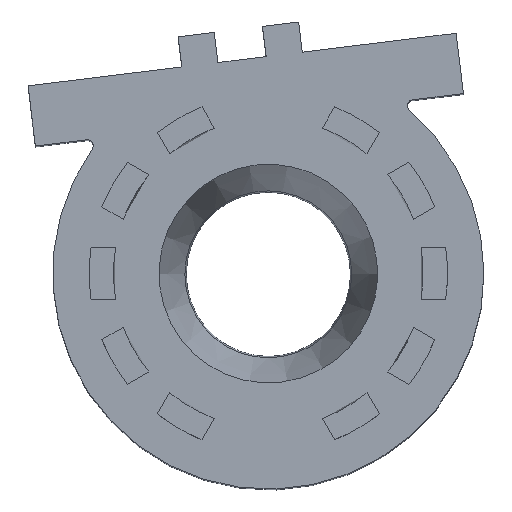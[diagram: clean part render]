
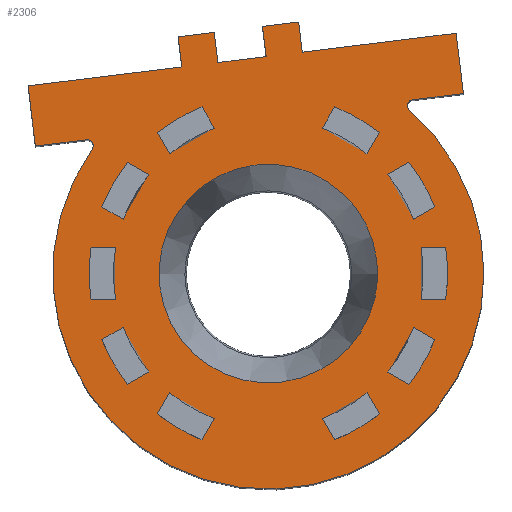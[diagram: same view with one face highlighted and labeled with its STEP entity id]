
A CAD part, top view. The second image highlights one B-rep face of the part: STEP entity #2306.
In plain terms, the highlighted planar face has unit normal (0, 0, 1).
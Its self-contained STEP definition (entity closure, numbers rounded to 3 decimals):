
#22 = ORIENTED_EDGE ( 'NONE', *, *, #1007, .T. ) ;
#32 = CARTESIAN_POINT ( 'NONE',  ( 7.1, 0., 18. ) ) ;
#78 = EDGE_CURVE ( 'NONE', #2072, #2263, #980, .T. ) ;
#87 = CARTESIAN_POINT ( 'NONE',  ( -7.1, 7.1, 18. ) ) ;
#96 = CIRCLE ( 'NONE', #1940, 7.1 ) ;
#118 = VERTEX_POINT ( 'NONE', #1332 ) ;
#144 = CARTESIAN_POINT ( 'NONE',  ( 0.8, 8.1, 18. ) ) ;
#174 = CARTESIAN_POINT ( 'NONE',  ( 0.8, 7.1, 18. ) ) ;
#184 = DIRECTION ( 'NONE',  ( 0., 1., 0. ) ) ;
#200 = AXIS2_PLACEMENT_3D ( 'NONE', #1408, #2167, #473 ) ;
#208 = AXIS2_PLACEMENT_3D ( 'NONE', #646, #1531, #466 ) ;
#259 = DIRECTION ( 'NONE',  ( -1., 0., 0. ) ) ;
#276 = ORIENTED_EDGE ( 'NONE', *, *, #2211, .T. ) ;
#281 = ORIENTED_EDGE ( 'NONE', *, *, #1729, .T. ) ;
#285 = EDGE_LOOP ( 'NONE', ( #612, #281, #963, #1334, #276, #1313, #1089, #2033, #290, #392, #2184, #2048, #22, #640, #539, #1516 ) ) ;
#290 = ORIENTED_EDGE ( 'NONE', *, *, #1936, .T. ) ;
#297 = DIRECTION ( 'NONE',  ( -1., 0., 0. ) ) ;
#306 = DIRECTION ( 'NONE',  ( 1., 0., 0. ) ) ;
#310 = LINE ( 'NONE', #320, #2435 ) ;
#320 = CARTESIAN_POINT ( 'NONE',  ( 2., 8.1, 18. ) ) ;
#322 = VECTOR ( 'NONE', #1688, 1000. ) ;
#353 = DIRECTION ( 'NONE',  ( 1., 0., 0. ) ) ;
#357 = EDGE_LOOP ( 'NONE', ( #1659 ) ) ;
#358 = LINE ( 'NONE', #1120, #951 ) ;
#364 = VECTOR ( 'NONE', #1378, 1000. ) ;
#392 = ORIENTED_EDGE ( 'NONE', *, *, #1805, .T. ) ;
#425 = DIRECTION ( 'NONE',  ( 0., -1., 0. ) ) ;
#427 = DIRECTION ( 'NONE',  ( 0., -1., 0. ) ) ;
#428 = VERTEX_POINT ( 'NONE', #729 ) ;
#450 = CARTESIAN_POINT ( 'NONE',  ( -2., 8.1, 18. ) ) ;
#466 = DIRECTION ( 'NONE',  ( 1., 0., 0. ) ) ;
#473 = DIRECTION ( 'NONE',  ( 1., 0., 0. ) ) ;
#513 = VECTOR ( 'NONE', #425, 1000. ) ;
#539 = ORIENTED_EDGE ( 'NONE', *, *, #1712, .T. ) ;
#575 = VERTEX_POINT ( 'NONE', #789 ) ;
#578 = LINE ( 'NONE', #2325, #364 ) ;
#600 = VERTEX_POINT ( 'NONE', #1175 ) ;
#612 = ORIENTED_EDGE ( 'NONE', *, *, #78, .F. ) ;
#626 = DIRECTION ( 'NONE',  ( 0., 1., 0. ) ) ;
#640 = ORIENTED_EDGE ( 'NONE', *, *, #689, .T. ) ;
#646 = CARTESIAN_POINT ( 'NONE',  ( -5.411, 4.9, 18. ) ) ;
#689 = EDGE_CURVE ( 'NONE', #575, #118, #96, .T. ) ;
#693 = LINE ( 'NONE', #144, #1496 ) ;
#729 = CARTESIAN_POINT ( 'NONE',  ( -2., 8.1, 18. ) ) ;
#730 = CARTESIAN_POINT ( 'NONE',  ( 0., 5.1, 18. ) ) ;
#737 = DIRECTION ( 'NONE',  ( 0., 0., 1. ) ) ;
#742 = CARTESIAN_POINT ( 'NONE',  ( 2., 8.1, 18. ) ) ;
#789 = CARTESIAN_POINT ( 'NONE',  ( -5.263, 4.766, 18. ) ) ;
#790 = CARTESIAN_POINT ( 'NONE',  ( -0.8, 7.1, 18. ) ) ;
#820 = DIRECTION ( 'NONE',  ( 0., -1., 0. ) ) ;
#894 = CARTESIAN_POINT ( 'NONE',  ( -0.8, 8.1, 18. ) ) ;
#905 = VECTOR ( 'NONE', #297, 1000. ) ;
#950 = VERTEX_POINT ( 'NONE', #2281 ) ;
#951 = VECTOR ( 'NONE', #184, 1000. ) ;
#963 = ORIENTED_EDGE ( 'NONE', *, *, #2332, .T. ) ;
#980 = LINE ( 'NONE', #32, #1143 ) ;
#991 = LINE ( 'NONE', #790, #2175 ) ;
#1005 = CARTESIAN_POINT ( 'NONE',  ( -2., 7.1, 18. ) ) ;
#1007 = EDGE_CURVE ( 'NONE', #600, #575, #2183, .T. ) ;
#1032 = VERTEX_POINT ( 'NONE', #1736 ) ;
#1040 = VERTEX_POINT ( 'NONE', #87 ) ;
#1046 = VERTEX_POINT ( 'NONE', #2122 ) ;
#1067 = DIRECTION ( 'NONE',  ( -1., 0., 0. ) ) ;
#1085 = PLANE ( 'NONE',  #1619 ) ;
#1089 = ORIENTED_EDGE ( 'NONE', *, *, #1973, .T. ) ;
#1090 = VECTOR ( 'NONE', #427, 1000. ) ;
#1114 = LINE ( 'NONE', #730, #2290 ) ;
#1120 = CARTESIAN_POINT ( 'NONE',  ( 2., 7.1, 18. ) ) ;
#1143 = VECTOR ( 'NONE', #820, 1000. ) ;
#1165 = CARTESIAN_POINT ( 'NONE',  ( -0.8, 8.1, 18. ) ) ;
#1172 = CARTESIAN_POINT ( 'NONE',  ( -3.6, 0., 18. ) ) ;
#1175 = CARTESIAN_POINT ( 'NONE',  ( -5.411, 5.1, 18. ) ) ;
#1184 = VECTOR ( 'NONE', #1369, 1000. ) ;
#1225 = LINE ( 'NONE', #1984, #905 ) ;
#1232 = EDGE_CURVE ( 'NONE', #1299, #2120, #310, .T. ) ;
#1288 = FACE_BOUND ( 'NONE', #357, .T. ) ;
#1299 = VERTEX_POINT ( 'NONE', #742 ) ;
#1313 = ORIENTED_EDGE ( 'NONE', *, *, #1545, .T. ) ;
#1332 = CARTESIAN_POINT ( 'NONE',  ( 5.263, 4.766, 18. ) ) ;
#1334 = ORIENTED_EDGE ( 'NONE', *, *, #1232, .T. ) ;
#1369 = DIRECTION ( 'NONE',  ( -1., 0., 0. ) ) ;
#1378 = DIRECTION ( 'NONE',  ( -1., 0., 0. ) ) ;
#1393 = CARTESIAN_POINT ( 'NONE',  ( 0.8, 8.1, 18. ) ) ;
#1408 = CARTESIAN_POINT ( 'NONE',  ( 5.411, 4.9, 18. ) ) ;
#1426 = EDGE_CURVE ( 'NONE', #1040, #1032, #1568, .T. ) ;
#1474 = DIRECTION ( 'NONE',  ( 0., 0., -1. ) ) ;
#1496 = VECTOR ( 'NONE', #1828, 1000. ) ;
#1502 = DIRECTION ( 'NONE',  ( -1., 0., 0. ) ) ;
#1506 = CARTESIAN_POINT ( 'NONE',  ( 0., 7.1, 18. ) ) ;
#1516 = ORIENTED_EDGE ( 'NONE', *, *, #2026, .F. ) ;
#1531 = DIRECTION ( 'NONE',  ( 0., 0., -1. ) ) ;
#1545 = EDGE_CURVE ( 'NONE', #2356, #950, #1734, .T. ) ;
#1547 = CARTESIAN_POINT ( 'NONE',  ( 5.411, 5.1, 18. ) ) ;
#1558 = EDGE_CURVE ( 'NONE', #1752, #428, #2132, .T. ) ;
#1559 = VERTEX_POINT ( 'NONE', #1547 ) ;
#1568 = LINE ( 'NONE', #2119, #1090 ) ;
#1619 = AXIS2_PLACEMENT_3D ( 'NONE', #2060, #737, #2210 ) ;
#1637 = CARTESIAN_POINT ( 'NONE',  ( 0., 0., 18. ) ) ;
#1651 = CIRCLE ( 'NONE', #200, 0.2 ) ;
#1659 = ORIENTED_EDGE ( 'NONE', *, *, #2255, .T. ) ;
#1688 = DIRECTION ( 'NONE',  ( -1., 0., 0. ) ) ;
#1712 = EDGE_CURVE ( 'NONE', #118, #1559, #1651, .T. ) ;
#1729 = EDGE_CURVE ( 'NONE', #2072, #1046, #1225, .T. ) ;
#1734 = LINE ( 'NONE', #1770, #1184 ) ;
#1736 = CARTESIAN_POINT ( 'NONE',  ( -7.1, 5.1, 18. ) ) ;
#1752 = VERTEX_POINT ( 'NONE', #894 ) ;
#1770 = CARTESIAN_POINT ( 'NONE',  ( 0., 7.1, 18. ) ) ;
#1802 = CARTESIAN_POINT ( 'NONE',  ( 0., 0., 18. ) ) ;
#1804 = CARTESIAN_POINT ( 'NONE',  ( 7.1, 7.1, 18. ) ) ;
#1805 = EDGE_CURVE ( 'NONE', #1899, #1040, #2047, .T. ) ;
#1828 = DIRECTION ( 'NONE',  ( 0., -1., 0. ) ) ;
#1856 = CIRCLE ( 'NONE', #2016, 3.6 ) ;
#1876 = EDGE_CURVE ( 'NONE', #1032, #600, #1114, .T. ) ;
#1899 = VERTEX_POINT ( 'NONE', #1005 ) ;
#1936 = EDGE_CURVE ( 'NONE', #428, #1899, #1943, .T. ) ;
#1940 = AXIS2_PLACEMENT_3D ( 'NONE', #1802, #1955, #306 ) ;
#1943 = LINE ( 'NONE', #450, #513 ) ;
#1955 = DIRECTION ( 'NONE',  ( 0., 0., 1. ) ) ;
#1973 = EDGE_CURVE ( 'NONE', #950, #1752, #991, .T. ) ;
#1984 = CARTESIAN_POINT ( 'NONE',  ( 0., 7.1, 18. ) ) ;
#2011 = CARTESIAN_POINT ( 'NONE',  ( 7.1, 5.1, 18. ) ) ;
#2016 = AXIS2_PLACEMENT_3D ( 'NONE', #1637, #1474, #1502 ) ;
#2026 = EDGE_CURVE ( 'NONE', #2263, #1559, #578, .T. ) ;
#2033 = ORIENTED_EDGE ( 'NONE', *, *, #1558, .T. ) ;
#2047 = LINE ( 'NONE', #1506, #322 ) ;
#2048 = ORIENTED_EDGE ( 'NONE', *, *, #1876, .T. ) ;
#2049 = VECTOR ( 'NONE', #259, 1000. ) ;
#2060 = CARTESIAN_POINT ( 'NONE',  ( 0., 0., 18. ) ) ;
#2072 = VERTEX_POINT ( 'NONE', #1804 ) ;
#2119 = CARTESIAN_POINT ( 'NONE',  ( -7.1, 0., 18. ) ) ;
#2120 = VERTEX_POINT ( 'NONE', #1393 ) ;
#2122 = CARTESIAN_POINT ( 'NONE',  ( 2., 7.1, 18. ) ) ;
#2126 = VERTEX_POINT ( 'NONE', #1172 ) ;
#2132 = LINE ( 'NONE', #1165, #2049 ) ;
#2167 = DIRECTION ( 'NONE',  ( 0., 0., -1. ) ) ;
#2175 = VECTOR ( 'NONE', #626, 1000. ) ;
#2183 = CIRCLE ( 'NONE', #208, 0.2 ) ;
#2184 = ORIENTED_EDGE ( 'NONE', *, *, #1426, .T. ) ;
#2210 = DIRECTION ( 'NONE',  ( 1., 0., 0. ) ) ;
#2211 = EDGE_CURVE ( 'NONE', #2120, #2356, #693, .T. ) ;
#2224 = FACE_OUTER_BOUND ( 'NONE', #285, .T. ) ;
#2255 = EDGE_CURVE ( 'NONE', #2126, #2126, #1856, .T. ) ;
#2263 = VERTEX_POINT ( 'NONE', #2011 ) ;
#2281 = CARTESIAN_POINT ( 'NONE',  ( -0.8, 7.1, 18. ) ) ;
#2290 = VECTOR ( 'NONE', #353, 1000. ) ;
#2306 = ADVANCED_FACE ( 'NONE', ( #2224, #1288 ), #1085, .T. ) ;
#2325 = CARTESIAN_POINT ( 'NONE',  ( 0., 5.1, 18. ) ) ;
#2332 = EDGE_CURVE ( 'NONE', #1046, #1299, #358, .T. ) ;
#2356 = VERTEX_POINT ( 'NONE', #174 ) ;
#2435 = VECTOR ( 'NONE', #1067, 1000. ) ;
